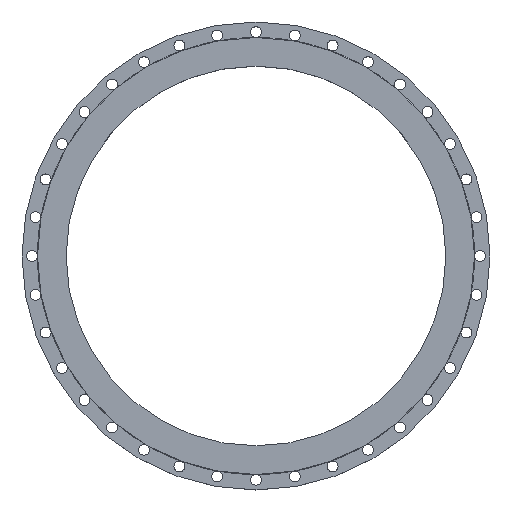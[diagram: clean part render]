
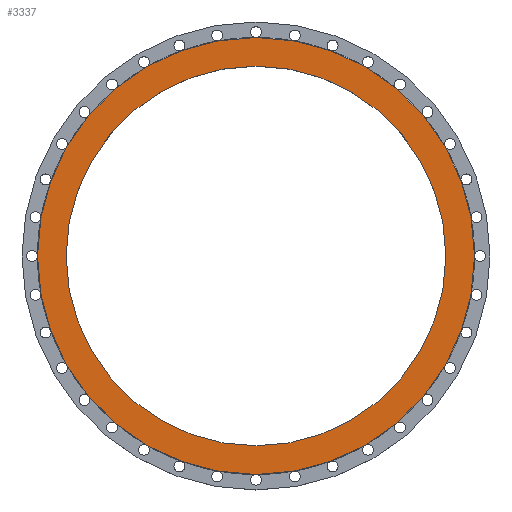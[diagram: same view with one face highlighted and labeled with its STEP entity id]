
A CAD part, top view. The second image highlights one B-rep face of the part: STEP entity #3337.
In plain terms, the highlighted planar face has unit normal (0, 0, 1).
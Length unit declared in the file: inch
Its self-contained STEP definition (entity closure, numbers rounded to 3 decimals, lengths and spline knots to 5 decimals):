
#44 = AXIS2_PLACEMENT_3D ( 'NONE', #2265, #810, #1977 ) ;
#58 = DIRECTION ( 'NONE',  ( 0., 0., 1. ) ) ;
#508 = CARTESIAN_POINT ( 'NONE',  ( 0., 0., 0. ) ) ;
#554 = ORIENTED_EDGE ( 'NONE', *, *, #2403, .T. ) ;
#650 = CIRCLE ( 'NONE', #2778, 15.3125 ) ;
#675 = DIRECTION ( 'NONE',  ( 1., 0., 0. ) ) ;
#725 = VERTEX_POINT ( 'NONE', #883 ) ;
#810 = DIRECTION ( 'NONE',  ( 0., 0., 1. ) ) ;
#883 = CARTESIAN_POINT ( 'NONE',  ( -17.625, 0., 0. ) ) ;
#1151 = EDGE_CURVE ( 'NONE', #2420, #3729, #2224, .T. ) ;
#1208 = VERTEX_POINT ( 'NONE', #1236 ) ;
#1225 = FACE_BOUND ( 'NONE', #1285, .T. ) ;
#1236 = CARTESIAN_POINT ( 'NONE',  ( 17.625, 0., 0. ) ) ;
#1259 = CARTESIAN_POINT ( 'NONE',  ( 0., 0., 0. ) ) ;
#1271 = AXIS2_PLACEMENT_3D ( 'NONE', #1416, #2508, #1974 ) ;
#1285 = EDGE_LOOP ( 'NONE', ( #1473, #1824 ) ) ;
#1383 = DIRECTION ( 'NONE',  ( 1., 0., 0. ) ) ;
#1416 = CARTESIAN_POINT ( 'NONE',  ( 0., 0., 0. ) ) ;
#1429 = CARTESIAN_POINT ( 'NONE',  ( 0., 15.3125, 0. ) ) ;
#1473 = ORIENTED_EDGE ( 'NONE', *, *, #1151, .F. ) ;
#1485 = DIRECTION ( 'NONE',  ( 0., 0., -1. ) ) ;
#1662 = DIRECTION ( 'NONE',  ( 0., 0., 1. ) ) ;
#1760 = DIRECTION ( 'NONE',  ( -1., 0., 0. ) ) ;
#1824 = ORIENTED_EDGE ( 'NONE', *, *, #1867, .F. ) ;
#1867 = EDGE_CURVE ( 'NONE', #3729, #2420, #650, .T. ) ;
#1974 = DIRECTION ( 'NONE',  ( 1., 0., 0. ) ) ;
#1977 = DIRECTION ( 'NONE',  ( 1., 0., 0. ) ) ;
#2072 = PLANE ( 'NONE',  #2660 ) ;
#2123 = CIRCLE ( 'NONE', #44, 17.625 ) ;
#2224 = CIRCLE ( 'NONE', #3614, 15.3125 ) ;
#2265 = CARTESIAN_POINT ( 'NONE',  ( 0., 0., 0. ) ) ;
#2398 = CARTESIAN_POINT ( 'NONE',  ( 15.3125, 0., 0. ) ) ;
#2403 = EDGE_CURVE ( 'NONE', #725, #1208, #2123, .T. ) ;
#2420 = VERTEX_POINT ( 'NONE', #2398 ) ;
#2423 = ORIENTED_EDGE ( 'NONE', *, *, #2729, .T. ) ;
#2508 = DIRECTION ( 'NONE',  ( 0., 0., 1. ) ) ;
#2539 = CIRCLE ( 'NONE', #1271, 17.625 ) ;
#2660 = AXIS2_PLACEMENT_3D ( 'NONE', #1429, #1485, #1760 ) ;
#2729 = EDGE_CURVE ( 'NONE', #1208, #725, #2539, .T. ) ;
#2778 = AXIS2_PLACEMENT_3D ( 'NONE', #508, #1662, #1383 ) ;
#2825 = EDGE_LOOP ( 'NONE', ( #2423, #554 ) ) ;
#2906 = FACE_OUTER_BOUND ( 'NONE', #2825, .T. ) ;
#3200 = CARTESIAN_POINT ( 'NONE',  ( -15.3125, 0., 0. ) ) ;
#3337 = ADVANCED_FACE ( 'NONE', ( #1225, #2906 ), #2072, .F. ) ;
#3614 = AXIS2_PLACEMENT_3D ( 'NONE', #1259, #58, #675 ) ;
#3729 = VERTEX_POINT ( 'NONE', #3200 ) ;
